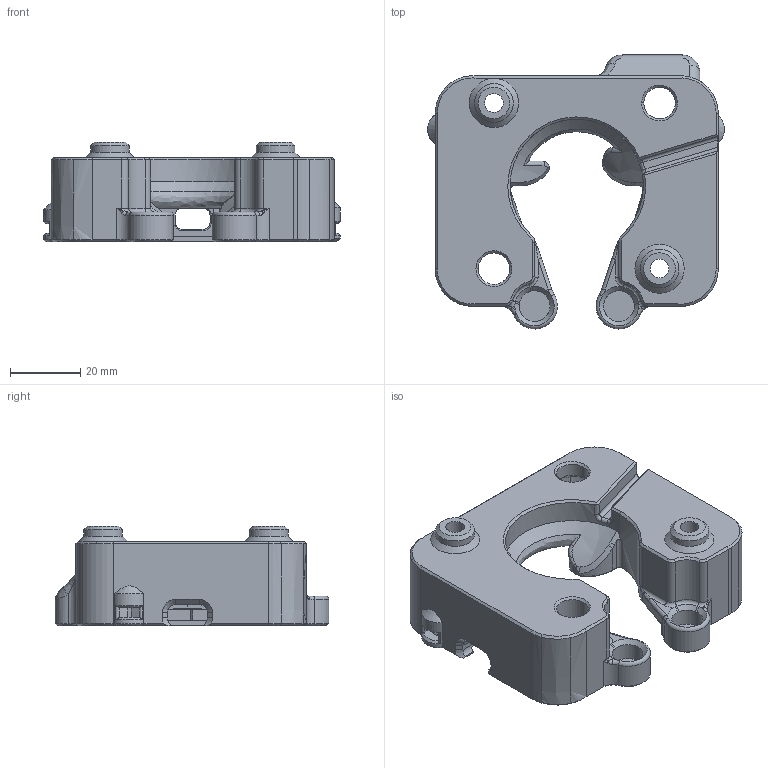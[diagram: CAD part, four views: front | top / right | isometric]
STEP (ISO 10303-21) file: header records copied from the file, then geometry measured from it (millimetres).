
FILE_DESCRIPTION(/* description */ (''),/* implementation_level */ '2;1');
FILE_NAME(/* name */ 'OSSM - Body - 2.x AIO - Middle.step',/* time_stamp */ '2024-09-14T23:14:24-04:00',/* author */ (''),/* organization */ (''),/* preprocessor_version */ 'ST-DEVELOPER v20',/* originating_system */ 'Autodesk Translation Framework v13.14.0.145',/* authorisation */ '');
FILE_SCHEMA (('AUTOMOTIVE_DESIGN { 1 0 10303 214 3 1 1 }'));
Products named in the file (1): (Unsaved)
Bounding box: 84.5 x 77.95 x 28.4 mm (x, y, z)
Volume: 67772.2 mm3; surface area: 22380 mm2
Topology: 1 solids, 5 shells, 761 faces, 2066 edges, 1314 vertices
Faces by surface type: cylinder 322, plane 206, bspline 142, cone 76, torus 15
Full cylindrical faces by diameter (mm): 1.623 x24, 2.074 x16, 2.529 x22, 3.086 x12, 3.5 x4, 5.3 x2, 8.8 x2, 11 x2
Entity records: 42132 total; most frequent: CARTESIAN_POINT 24782, ORIENTED_EDGE 4124, DIRECTION 2828, EDGE_CURVE 2062, VERTEX_POINT 1314, AXIS2_PLACEMENT_3D 976, LINE 876, VECTOR 876
